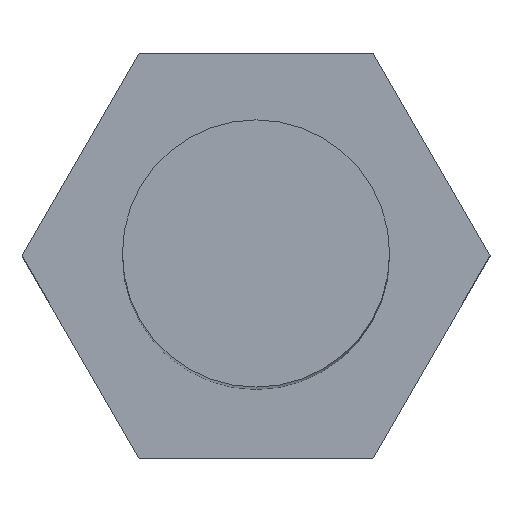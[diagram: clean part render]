
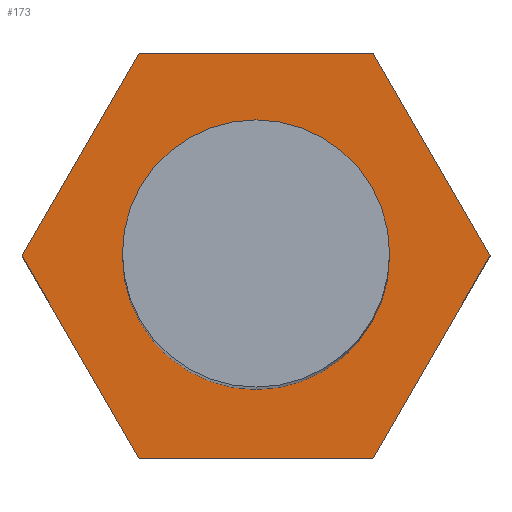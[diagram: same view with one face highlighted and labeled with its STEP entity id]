
A CAD part, top view. The second image highlights one B-rep face of the part: STEP entity #173.
In plain terms, the highlighted planar face has unit normal (0, 0, 1).
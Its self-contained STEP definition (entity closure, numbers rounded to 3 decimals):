
#15=FACE_BOUND('',#45,.T.);
#24=PLANE('',#199);
#34=FACE_OUTER_BOUND('',#44,.T.);
#44=EDGE_LOOP('',(#156,#157,#158,#159,#160,#161));
#45=EDGE_LOOP('',(#162));
#47=LINE('',#256,#66);
#51=LINE('',#264,#70);
#54=LINE('',#270,#73);
#57=LINE('',#276,#76);
#60=LINE('',#282,#79);
#63=LINE('',#287,#82);
#66=VECTOR('',#213,10.);
#70=VECTOR('',#219,10.);
#73=VECTOR('',#224,10.);
#76=VECTOR('',#229,10.);
#79=VECTOR('',#234,10.);
#82=VECTOR('',#239,10.);
#85=CIRCLE('',#190,7.911);
#87=VERTEX_POINT('',#249);
#88=VERTEX_POINT('',#254);
#89=VERTEX_POINT('',#255);
#92=VERTEX_POINT('',#263);
#94=VERTEX_POINT('',#269);
#96=VERTEX_POINT('',#275);
#98=VERTEX_POINT('',#281);
#102=EDGE_CURVE('',#87,#87,#85,.F.);
#103=EDGE_CURVE('',#88,#89,#47,.T.);
#107=EDGE_CURVE('',#92,#88,#51,.T.);
#110=EDGE_CURVE('',#94,#92,#54,.T.);
#113=EDGE_CURVE('',#96,#94,#57,.T.);
#116=EDGE_CURVE('',#98,#96,#60,.T.);
#119=EDGE_CURVE('',#89,#98,#63,.T.);
#156=ORIENTED_EDGE('',*,*,#119,.F.);
#157=ORIENTED_EDGE('',*,*,#103,.F.);
#158=ORIENTED_EDGE('',*,*,#107,.F.);
#159=ORIENTED_EDGE('',*,*,#110,.F.);
#160=ORIENTED_EDGE('',*,*,#113,.F.);
#161=ORIENTED_EDGE('',*,*,#116,.F.);
#162=ORIENTED_EDGE('',*,*,#102,.T.);
#173=ADVANCED_FACE('',(#34,#15),#24,.F.);
#190=AXIS2_PLACEMENT_3D('',#251,#207,#208);
#199=AXIS2_PLACEMENT_3D('',#290,#243,#244);
#207=DIRECTION('center_axis',(0.,0.,1.));
#208=DIRECTION('ref_axis',(-1.,0.,0.));
#213=DIRECTION('',(0.5,0.866,0.));
#219=DIRECTION('',(-0.5,0.866,0.));
#224=DIRECTION('',(-1.,0.,0.));
#229=DIRECTION('',(-0.5,-0.866,0.));
#234=DIRECTION('',(0.5,-0.866,0.));
#239=DIRECTION('',(1.,0.,0.));
#243=DIRECTION('center_axis',(0.,0.,-1.));
#244=DIRECTION('ref_axis',(1.,0.,0.));
#249=CARTESIAN_POINT('',(132.911,-125.,-6.));
#251=CARTESIAN_POINT('Origin',(125.,-125.,-6.));
#254=CARTESIAN_POINT('',(111.144,-125.,-6.));
#255=CARTESIAN_POINT('',(118.072,-113.,-6.));
#256=CARTESIAN_POINT('',(111.144,-125.,-6.));
#263=CARTESIAN_POINT('',(118.072,-137.,-6.));
#264=CARTESIAN_POINT('',(118.072,-137.,-6.));
#269=CARTESIAN_POINT('',(131.928,-137.,-6.));
#270=CARTESIAN_POINT('',(131.928,-137.,-6.));
#275=CARTESIAN_POINT('',(138.856,-125.,-6.));
#276=CARTESIAN_POINT('',(138.856,-125.,-6.));
#281=CARTESIAN_POINT('',(131.928,-113.,-6.));
#282=CARTESIAN_POINT('',(131.928,-113.,-6.));
#287=CARTESIAN_POINT('',(118.072,-113.,-6.));
#290=CARTESIAN_POINT('Origin',(125.,-125.,-6.));
